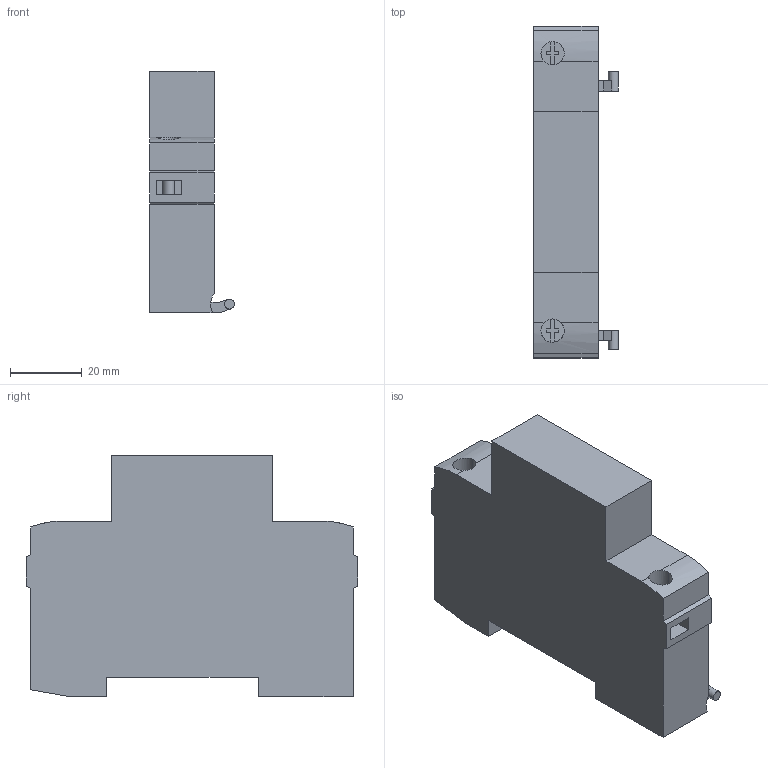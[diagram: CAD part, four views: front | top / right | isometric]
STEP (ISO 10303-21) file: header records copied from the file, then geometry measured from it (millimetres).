
FILE_DESCRIPTION( ( '' ), '1' );
FILE_NAME( 'a_pkz.stp', '2010-03-05T08:00:29', ( '' ), ( '' ), ' ', ' ', ' ' );
FILE_SCHEMA( ( 'CONFIG_CONTROL_DESIGN' ) );
Length unit declared in the file: millimetre
Products named in the file (1): 1
Bounding box: 23.65 x 92.6 x 67.5 mm (x, y, z)
Volume: 89035.7 mm3; surface area: 16976.6 mm2
Topology: 1 solids, 1 shells, 91 faces, 259 edges, 172 vertices
Faces by surface type: plane 71, cylinder 20
Entity records: 3289 total; most frequent: CARTESIAN_POINT 820, ORIENTED_EDGE 518, DIRECTION 492, EDGE_CURVE 259, LINE 198, VECTOR 198, VERTEX_POINT 172, AXIS2_PLACEMENT_3D 147
